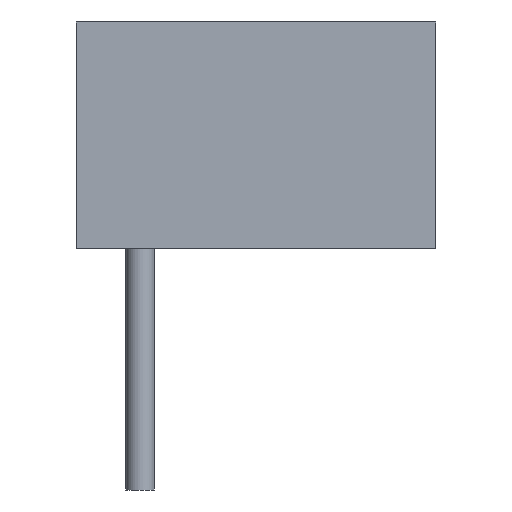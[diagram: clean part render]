
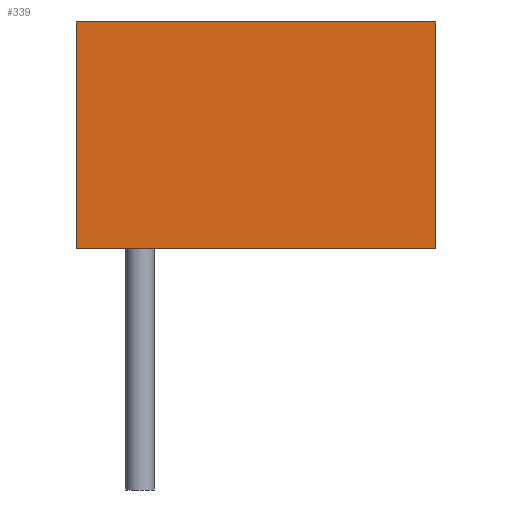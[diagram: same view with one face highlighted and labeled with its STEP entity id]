
A CAD part, left-side view. The second image highlights one B-rep face of the part: STEP entity #339.
In plain terms, the highlighted planar face has unit normal (-1, 0, 0).
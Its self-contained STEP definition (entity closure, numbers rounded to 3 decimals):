
#76 = EDGE_CURVE('',#77,#79,#81,.T.);
#77 = VERTEX_POINT('',#78);
#78 = CARTESIAN_POINT('',(-1.95,1.35,0.));
#79 = VERTEX_POINT('',#80);
#80 = CARTESIAN_POINT('',(-1.95,1.35,4.8));
#81 = SURFACE_CURVE('',#82,(#86,#98),.PCURVE_S1.);
#82 = LINE('',#83,#84);
#83 = CARTESIAN_POINT('',(-1.95,1.35,0.));
#84 = VECTOR('',#85,1.);
#85 = DIRECTION('',(0.,0.,1.));
#86 = PCURVE('',#87,#92);
#87 = PLANE('',#88);
#88 = AXIS2_PLACEMENT_3D('',#89,#90,#91);
#89 = CARTESIAN_POINT('',(-1.95,1.35,0.));
#90 = DIRECTION('',(0.,1.,0.));
#91 = DIRECTION('',(1.,0.,0.));
#92 = DEFINITIONAL_REPRESENTATION('',(#93),#97);
#93 = LINE('',#94,#95);
#94 = CARTESIAN_POINT('',(0.,0.));
#95 = VECTOR('',#96,1.);
#96 = DIRECTION('',(0.,-1.));
#97 = ( GEOMETRIC_REPRESENTATION_CONTEXT(2) 
PARAMETRIC_REPRESENTATION_CONTEXT() REPRESENTATION_CONTEXT('2D SPACE',''
  ) );
#98 = PCURVE('',#99,#104);
#99 = PLANE('',#100);
#100 = AXIS2_PLACEMENT_3D('',#101,#102,#103);
#101 = CARTESIAN_POINT('',(-1.95,-6.25,0.));
#102 = DIRECTION('',(-1.,0.,0.));
#103 = DIRECTION('',(0.,1.,0.));
#104 = DEFINITIONAL_REPRESENTATION('',(#105),#109);
#105 = LINE('',#106,#107);
#106 = CARTESIAN_POINT('',(7.6,0.));
#107 = VECTOR('',#108,1.);
#108 = DIRECTION('',(0.,-1.));
#109 = ( GEOMETRIC_REPRESENTATION_CONTEXT(2) 
PARAMETRIC_REPRESENTATION_CONTEXT() REPRESENTATION_CONTEXT('2D SPACE',''
  ) );
#127 = PLANE('',#128);
#128 = AXIS2_PLACEMENT_3D('',#129,#130,#131);
#129 = CARTESIAN_POINT('',(10.,-2.45,4.8));
#130 = DIRECTION('',(0.,0.,-1.));
#131 = DIRECTION('',(0.,-1.,0.));
#181 = PLANE('',#182);
#182 = AXIS2_PLACEMENT_3D('',#183,#184,#185);
#183 = CARTESIAN_POINT('',(10.,-2.45,0.));
#184 = DIRECTION('',(0.,0.,-1.));
#185 = DIRECTION('',(0.,-1.,0.));
#236 = PLANE('',#237);
#237 = AXIS2_PLACEMENT_3D('',#238,#239,#240);
#238 = CARTESIAN_POINT('',(21.95,-6.25,0.));
#239 = DIRECTION('',(0.,-1.,0.));
#240 = DIRECTION('',(-1.,0.,0.));
#274 = VERTEX_POINT('',#275);
#275 = CARTESIAN_POINT('',(-1.95,-6.25,4.8));
#296 = EDGE_CURVE('',#297,#274,#299,.T.);
#297 = VERTEX_POINT('',#298);
#298 = CARTESIAN_POINT('',(-1.95,-6.25,0.));
#299 = SURFACE_CURVE('',#300,(#304,#311),.PCURVE_S1.);
#300 = LINE('',#301,#302);
#301 = CARTESIAN_POINT('',(-1.95,-6.25,0.));
#302 = VECTOR('',#303,1.);
#303 = DIRECTION('',(0.,0.,1.));
#304 = PCURVE('',#236,#305);
#305 = DEFINITIONAL_REPRESENTATION('',(#306),#310);
#306 = LINE('',#307,#308);
#307 = CARTESIAN_POINT('',(23.9,0.));
#308 = VECTOR('',#309,1.);
#309 = DIRECTION('',(0.,-1.));
#310 = ( GEOMETRIC_REPRESENTATION_CONTEXT(2) 
PARAMETRIC_REPRESENTATION_CONTEXT() REPRESENTATION_CONTEXT('2D SPACE',''
  ) );
#311 = PCURVE('',#99,#312);
#312 = DEFINITIONAL_REPRESENTATION('',(#313),#317);
#313 = LINE('',#314,#315);
#314 = CARTESIAN_POINT('',(0.,0.));
#315 = VECTOR('',#316,1.);
#316 = DIRECTION('',(0.,-1.));
#317 = ( GEOMETRIC_REPRESENTATION_CONTEXT(2) 
PARAMETRIC_REPRESENTATION_CONTEXT() REPRESENTATION_CONTEXT('2D SPACE',''
  ) );
#339 = ADVANCED_FACE('',(#340),#99,.T.);
#340 = FACE_BOUND('',#341,.T.);
#341 = EDGE_LOOP('',(#342,#343,#364,#365));
#342 = ORIENTED_EDGE('',*,*,#296,.T.);
#343 = ORIENTED_EDGE('',*,*,#344,.T.);
#344 = EDGE_CURVE('',#274,#79,#345,.T.);
#345 = SURFACE_CURVE('',#346,(#350,#357),.PCURVE_S1.);
#346 = LINE('',#347,#348);
#347 = CARTESIAN_POINT('',(-1.95,-6.25,4.8));
#348 = VECTOR('',#349,1.);
#349 = DIRECTION('',(0.,1.,0.));
#350 = PCURVE('',#99,#351);
#351 = DEFINITIONAL_REPRESENTATION('',(#352),#356);
#352 = LINE('',#353,#354);
#353 = CARTESIAN_POINT('',(0.,-4.8));
#354 = VECTOR('',#355,1.);
#355 = DIRECTION('',(1.,0.));
#356 = ( GEOMETRIC_REPRESENTATION_CONTEXT(2) 
PARAMETRIC_REPRESENTATION_CONTEXT() REPRESENTATION_CONTEXT('2D SPACE',''
  ) );
#357 = PCURVE('',#127,#358);
#358 = DEFINITIONAL_REPRESENTATION('',(#359),#363);
#359 = LINE('',#360,#361);
#360 = CARTESIAN_POINT('',(3.8,11.95));
#361 = VECTOR('',#362,1.);
#362 = DIRECTION('',(-1.,0.));
#363 = ( GEOMETRIC_REPRESENTATION_CONTEXT(2) 
PARAMETRIC_REPRESENTATION_CONTEXT() REPRESENTATION_CONTEXT('2D SPACE',''
  ) );
#364 = ORIENTED_EDGE('',*,*,#76,.F.);
#365 = ORIENTED_EDGE('',*,*,#366,.F.);
#366 = EDGE_CURVE('',#297,#77,#367,.T.);
#367 = SURFACE_CURVE('',#368,(#372,#379),.PCURVE_S1.);
#368 = LINE('',#369,#370);
#369 = CARTESIAN_POINT('',(-1.95,-6.25,0.));
#370 = VECTOR('',#371,1.);
#371 = DIRECTION('',(0.,1.,0.));
#372 = PCURVE('',#99,#373);
#373 = DEFINITIONAL_REPRESENTATION('',(#374),#378);
#374 = LINE('',#375,#376);
#375 = CARTESIAN_POINT('',(0.,0.));
#376 = VECTOR('',#377,1.);
#377 = DIRECTION('',(1.,0.));
#378 = ( GEOMETRIC_REPRESENTATION_CONTEXT(2) 
PARAMETRIC_REPRESENTATION_CONTEXT() REPRESENTATION_CONTEXT('2D SPACE',''
  ) );
#379 = PCURVE('',#181,#380);
#380 = DEFINITIONAL_REPRESENTATION('',(#381),#385);
#381 = LINE('',#382,#383);
#382 = CARTESIAN_POINT('',(3.8,11.95));
#383 = VECTOR('',#384,1.);
#384 = DIRECTION('',(-1.,0.));
#385 = ( GEOMETRIC_REPRESENTATION_CONTEXT(2) 
PARAMETRIC_REPRESENTATION_CONTEXT() REPRESENTATION_CONTEXT('2D SPACE',''
  ) );
